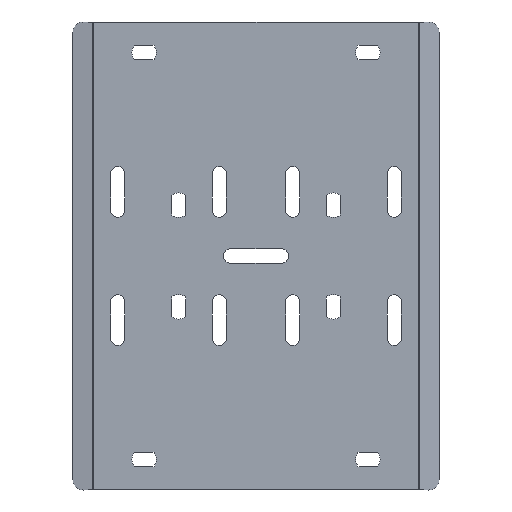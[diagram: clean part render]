
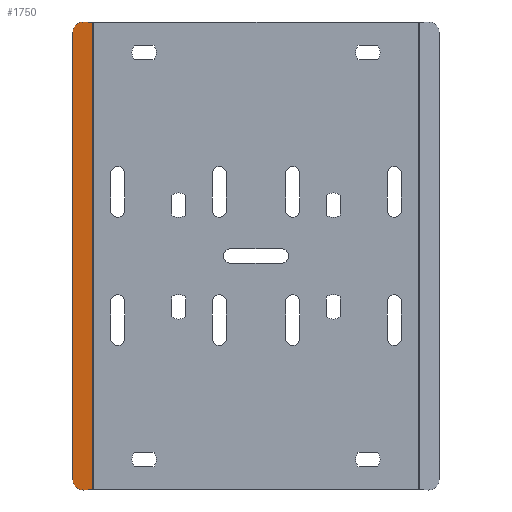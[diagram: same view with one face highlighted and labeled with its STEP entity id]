
A CAD part, top view. The second image highlights one B-rep face of the part: STEP entity #1750.
In plain terms, the highlighted planar face has unit normal (-0.15, 0, 0.989).
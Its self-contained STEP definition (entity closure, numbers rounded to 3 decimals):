
#92=FACE_OUTER_BOUND('',#186,.T.);
#186=EDGE_LOOP('',(#1178,#1179,#1180,#1181,#1182,#1183));
#314=CIRCLE('',#1847,5.);
#315=CIRCLE('',#1848,5.);
#398=LINE('',#2562,#574);
#399=LINE('',#2566,#575);
#400=LINE('',#2570,#576);
#401=LINE('',#2571,#577);
#574=VECTOR('',#2028,1.);
#575=VECTOR('',#2031,1.);
#576=VECTOR('',#2034,1.);
#577=VECTOR('',#2035,1.);
#750=VERTEX_POINT('',#2560);
#751=VERTEX_POINT('',#2561);
#752=VERTEX_POINT('',#2563);
#753=VERTEX_POINT('',#2565);
#754=VERTEX_POINT('',#2567);
#755=VERTEX_POINT('',#2569);
#918=EDGE_CURVE('',#750,#751,#398,.T.);
#919=EDGE_CURVE('',#752,#751,#314,.T.);
#920=EDGE_CURVE('',#753,#752,#399,.T.);
#921=EDGE_CURVE('',#754,#753,#315,.T.);
#922=EDGE_CURVE('',#755,#754,#400,.T.);
#923=EDGE_CURVE('',#755,#750,#401,.T.);
#1178=ORIENTED_EDGE('',*,*,#918,.T.);
#1179=ORIENTED_EDGE('',*,*,#919,.F.);
#1180=ORIENTED_EDGE('',*,*,#920,.F.);
#1181=ORIENTED_EDGE('',*,*,#921,.F.);
#1182=ORIENTED_EDGE('',*,*,#922,.F.);
#1183=ORIENTED_EDGE('',*,*,#923,.T.);
#1698=PLANE('',#1846);
#1750=ADVANCED_FACE('',(#92),#1698,.F.);
#1846=AXIS2_PLACEMENT_3D('',#2559,#2026,#2027);
#1847=AXIS2_PLACEMENT_3D('',#2564,#2029,#2030);
#1848=AXIS2_PLACEMENT_3D('',#2568,#2032,#2033);
#2026=DIRECTION('center_axis',(0.15,0.,-0.989));
#2027=DIRECTION('ref_axis',(-0.989,0.,-0.15));
#2028=DIRECTION('',(-0.989,0.,-0.15));
#2029=DIRECTION('center_axis',(0.15,0.,-0.989));
#2030=DIRECTION('ref_axis',(0.,1.,0.));
#2031=DIRECTION('',(0.,1.,0.));
#2032=DIRECTION('center_axis',(0.15,0.,
-0.989));
#2033=DIRECTION('ref_axis',(-0.989,0.,-0.15));
#2034=DIRECTION('',(-0.989,0.,-0.15));
#2035=DIRECTION('',(0.,1.,0.));
#2559=CARTESIAN_POINT('Origin',(-80.113,0.,2.983));
#2560=CARTESIAN_POINT('',(-80.225,115.,2.966));
#2561=CARTESIAN_POINT('',(-85.057,115.,2.233));
#2562=CARTESIAN_POINT('',(-85.113,115.,2.225));
#2563=CARTESIAN_POINT('',(-90.,110.,1.483));
#2564=CARTESIAN_POINT('Origin',(-85.057,110.,2.233));
#2565=CARTESIAN_POINT('',(-90.,-110.,1.483));
#2566=CARTESIAN_POINT('',(-90.,0.,1.483));
#2567=CARTESIAN_POINT('',(-85.057,-115.,2.233));
#2568=CARTESIAN_POINT('Origin',(-85.057,-110.,2.233));
#2569=CARTESIAN_POINT('',(-80.225,-115.,2.966));
#2570=CARTESIAN_POINT('',(-85.113,-115.,2.225));
#2571=CARTESIAN_POINT('',(-80.225,0.,2.966));
